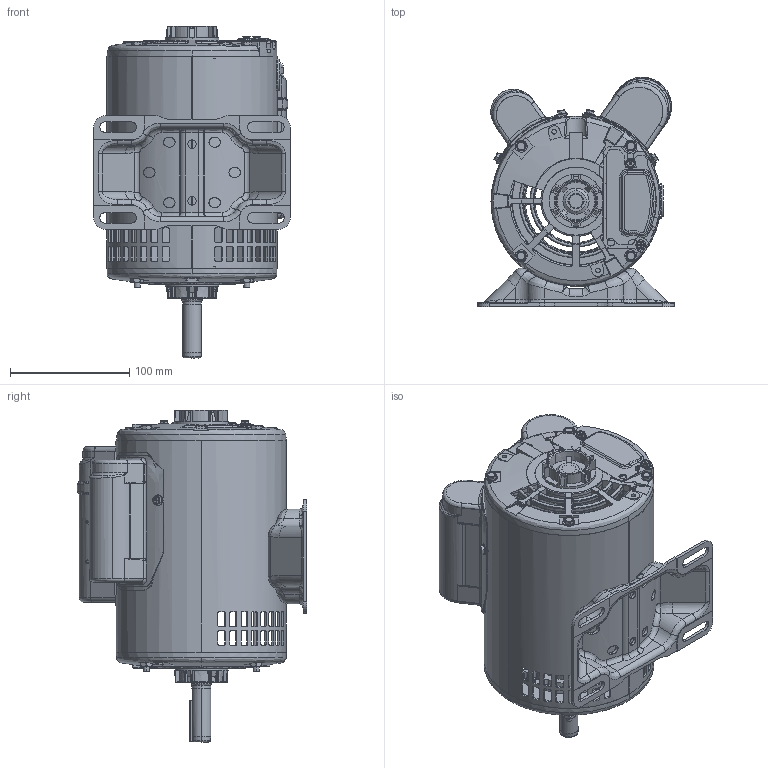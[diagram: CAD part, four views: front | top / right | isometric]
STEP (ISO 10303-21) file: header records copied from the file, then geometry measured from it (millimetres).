
FILE_DESCRIPTION (( 'STEP AP214' ), '1' );
FILE_NAME ('C158A SS404114-700_RevA.STEP', '2018-12-06T14:21:24', ( '' ), ( '' ), 'SwSTEP 2.0', 'SolidWorks 2017', '' );
FILE_SCHEMA (( 'AUTOMOTIVE_DESIGN' ));
Length unit declared in the file: inch
Products named in the file (1): C158A SS404114-700_RevA
Bounding box: 165.1 x 192.42 x 278.64 mm (x, y, z)
Volume: 488037.4 mm3; surface area: 459842.5 mm2
Topology: 29 solids, 29 shells, 4278 faces, 11028 edges, 6755 vertices
Faces by surface type: plane 1485, bspline 1308, cylinder 836, cone 649
Entity records: 196941 total; most frequent: CARTESIAN_POINT 102190, ORIENTED_EDGE 21872, DIRECTION 17078, EDGE_CURVE 10936, VERTEX_POINT 6755, AXIS2_PLACEMENT_3D 6539, EDGE_LOOP 4515, ADVANCED_FACE 4278
